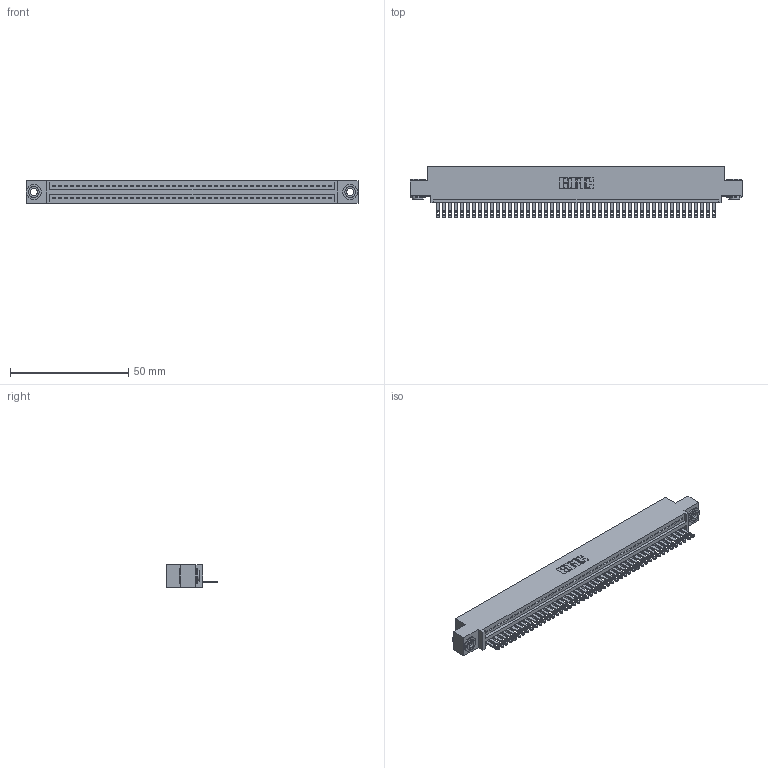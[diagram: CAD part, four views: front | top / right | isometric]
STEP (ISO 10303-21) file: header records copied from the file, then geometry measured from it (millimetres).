
FILE_DESCRIPTION (( 'STEP AP203' ), '1' );
FILE_NAME ('345-047-500-403.STEP', '2019-10-09T01:01:06', ( '' ), ( '' ), 'SwSTEP 2.0', 'SolidWorks 2016', '' );
FILE_SCHEMA (( 'CONFIG_CONTROL_DESIGN' ));
Length unit declared in the file: inch
Products named in the file (4): 345 Part_0.110 Offset - 0.156 Dia-TH; 345-292-001_345-293-100; 345-250-002_345-250-002-102; 345-047-500-403
Assembly tree (50 placements, depth 2):
  345-047-500-403
    345 Part_0.110 Offset - 0.156 Dia-TH
    345-292-001_345-293-100  x47
    345-250-002_345-250-002-102  x2
Bounding box: 140.59 x 21.51 x 9.4 mm (x, y, z)
Volume: 13369.4 mm3; surface area: 18236.5 mm2
Topology: 50 solids, 50 shells, 2706 faces, 8325 edges, 5546 vertices
Faces by surface type: plane 1692, cylinder 1006, cone 8
Entity records: 35412 total; most frequent: CARTESIAN_POINT 6112, ORIENTED_EDGE 6086, DIRECTION 5363, EDGE_CURVE 3043, VECTOR 2695, LINE 2695, VERTEX_POINT 2026, AXIS2_PLACEMENT_3D 1334
